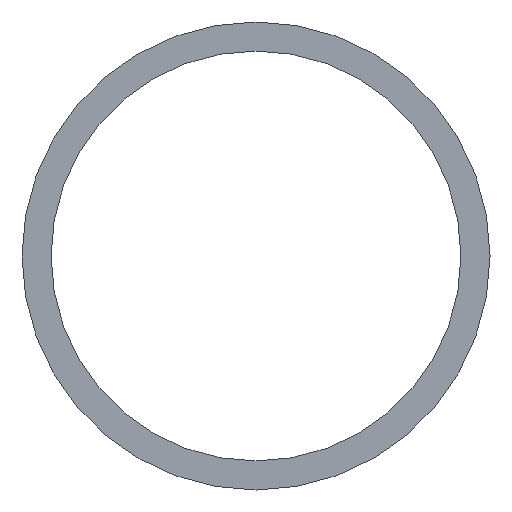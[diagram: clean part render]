
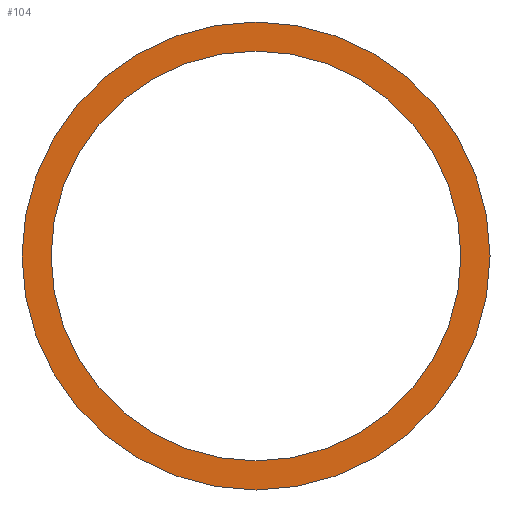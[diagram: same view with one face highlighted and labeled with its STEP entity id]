
A CAD part, front view. The second image highlights one B-rep face of the part: STEP entity #104.
In plain terms, the highlighted planar face has unit normal (0, -1, 0).
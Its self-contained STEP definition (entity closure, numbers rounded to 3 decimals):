
#2 = EDGE_CURVE ( 'NONE', #176, #174, #147, .T. ) ;
#7 = EDGE_CURVE ( 'NONE', #179, #136, #151, .T. ) ;
#11 = EDGE_CURVE ( 'NONE', #136, #179, #134, .T. ) ;
#12 = EDGE_CURVE ( 'NONE', #174, #176, #114, .T. ) ;
#19 = CARTESIAN_POINT ( 'NONE',  ( 0., 0., 0. ) ) ;
#20 = DIRECTION ( 'NONE',  ( 0., 1., 0. ) ) ;
#23 = DIRECTION ( 'NONE',  ( 0., 0., -1. ) ) ;
#40 = PLANE ( 'NONE',  #207 ) ;
#58 = DIRECTION ( 'NONE',  ( 0., 0., -1. ) ) ;
#59 = DIRECTION ( 'NONE',  ( 0., -1., 0. ) ) ;
#60 = CARTESIAN_POINT ( 'NONE',  ( 0., 0., 0. ) ) ;
#67 = DIRECTION ( 'NONE',  ( 0., 0., -1. ) ) ;
#70 = DIRECTION ( 'NONE',  ( 0., 1., 0. ) ) ;
#72 = CARTESIAN_POINT ( 'NONE',  ( 0., 0., -12.7 ) ) ;
#75 = DIRECTION ( 'NONE',  ( 0., -1., 0. ) ) ;
#76 = DIRECTION ( 'NONE',  ( 0., 0., -1. ) ) ;
#78 = CARTESIAN_POINT ( 'NONE',  ( 0., 0., 0. ) ) ;
#79 = CARTESIAN_POINT ( 'NONE',  ( 0., 0., 14.5 ) ) ;
#82 = CARTESIAN_POINT ( 'NONE',  ( 0., 0., -14.5 ) ) ;
#85 = DIRECTION ( 'NONE',  ( 0., 0., -1. ) ) ;
#86 = CARTESIAN_POINT ( 'NONE',  ( 0., 0., 12.7 ) ) ;
#88 = CARTESIAN_POINT ( 'NONE',  ( -14.674, 0., 14.674 ) ) ;
#89 = DIRECTION ( 'NONE',  ( 0., -1., 0. ) ) ;
#96 = CARTESIAN_POINT ( 'NONE',  ( 0., 0., 0. ) ) ;
#104 = ADVANCED_FACE ( 'NONE', ( #122, #125 ), #40, .T. ) ;
#107 = EDGE_LOOP ( 'NONE', ( #138, #139 ) ) ;
#114 = CIRCLE ( 'NONE', #183, 14.5 ) ;
#122 = FACE_BOUND ( 'NONE', #144, .T. ) ;
#125 = FACE_OUTER_BOUND ( 'NONE', #107, .T. ) ;
#134 = CIRCLE ( 'NONE', #184, 12.7 ) ;
#136 = VERTEX_POINT ( 'NONE', #86 ) ;
#138 = ORIENTED_EDGE ( 'NONE', *, *, #2, .T. ) ;
#139 = ORIENTED_EDGE ( 'NONE', *, *, #12, .T. ) ;
#144 = EDGE_LOOP ( 'NONE', ( #158, #153 ) ) ;
#147 = CIRCLE ( 'NONE', #195, 14.5 ) ;
#151 = CIRCLE ( 'NONE', #200, 12.7 ) ;
#153 = ORIENTED_EDGE ( 'NONE', *, *, #11, .T. ) ;
#158 = ORIENTED_EDGE ( 'NONE', *, *, #7, .T. ) ;
#174 = VERTEX_POINT ( 'NONE', #79 ) ;
#176 = VERTEX_POINT ( 'NONE', #82 ) ;
#179 = VERTEX_POINT ( 'NONE', #72 ) ;
#183 = AXIS2_PLACEMENT_3D ( 'NONE', #78, #75, #76 ) ;
#184 = AXIS2_PLACEMENT_3D ( 'NONE', #19, #20, #23 ) ;
#195 = AXIS2_PLACEMENT_3D ( 'NONE', #60, #59, #58 ) ;
#200 = AXIS2_PLACEMENT_3D ( 'NONE', #96, #70, #67 ) ;
#207 = AXIS2_PLACEMENT_3D ( 'NONE', #88, #89, #85 ) ;
